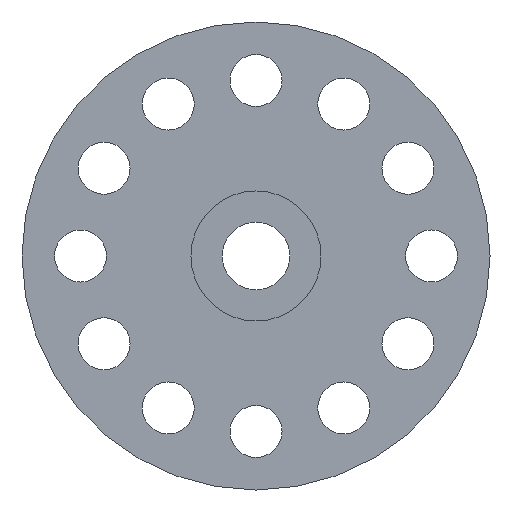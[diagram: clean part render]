
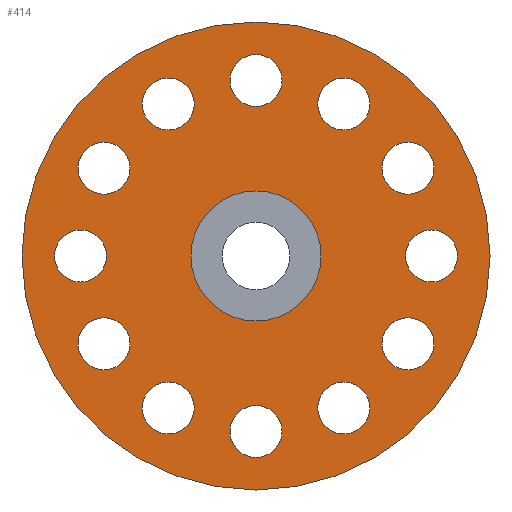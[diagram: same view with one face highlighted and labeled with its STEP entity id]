
A CAD part, front view. The second image highlights one B-rep face of the part: STEP entity #414.
In plain terms, the highlighted planar face has unit normal (0, -1, 0).
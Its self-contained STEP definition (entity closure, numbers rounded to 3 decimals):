
#30=FACE_BOUND('',#107,.T.);
#31=FACE_BOUND('',#108,.T.);
#32=FACE_BOUND('',#109,.T.);
#33=FACE_BOUND('',#110,.T.);
#34=FACE_BOUND('',#111,.T.);
#35=FACE_BOUND('',#112,.T.);
#36=FACE_BOUND('',#113,.T.);
#37=FACE_BOUND('',#114,.T.);
#38=FACE_BOUND('',#115,.T.);
#39=FACE_BOUND('',#116,.T.);
#40=FACE_BOUND('',#117,.T.);
#41=FACE_BOUND('',#118,.T.);
#42=FACE_BOUND('',#119,.T.);
#47=PLANE('',#484);
#69=FACE_OUTER_BOUND('',#106,.T.);
#106=EDGE_LOOP('',(#361));
#107=EDGE_LOOP('',(#362));
#108=EDGE_LOOP('',(#363));
#109=EDGE_LOOP('',(#364));
#110=EDGE_LOOP('',(#365));
#111=EDGE_LOOP('',(#366));
#112=EDGE_LOOP('',(#367));
#113=EDGE_LOOP('',(#368));
#114=EDGE_LOOP('',(#369));
#115=EDGE_LOOP('',(#370));
#116=EDGE_LOOP('',(#371));
#117=EDGE_LOOP('',(#372));
#118=EDGE_LOOP('',(#373));
#119=EDGE_LOOP('',(#374));
#157=CIRCLE('',#432,1.);
#159=CIRCLE('',#435,1.);
#161=CIRCLE('',#438,1.);
#163=CIRCLE('',#441,1.);
#165=CIRCLE('',#444,1.);
#167=CIRCLE('',#447,1.);
#169=CIRCLE('',#450,1.);
#171=CIRCLE('',#453,1.);
#173=CIRCLE('',#456,1.);
#175=CIRCLE('',#459,1.);
#177=CIRCLE('',#462,1.);
#179=CIRCLE('',#465,1.);
#181=CIRCLE('',#468,9.);
#183=CIRCLE('',#472,2.5);
#191=VERTEX_POINT('',#621);
#193=VERTEX_POINT('',#627);
#195=VERTEX_POINT('',#633);
#197=VERTEX_POINT('',#639);
#199=VERTEX_POINT('',#645);
#201=VERTEX_POINT('',#651);
#203=VERTEX_POINT('',#657);
#205=VERTEX_POINT('',#663);
#207=VERTEX_POINT('',#669);
#209=VERTEX_POINT('',#675);
#211=VERTEX_POINT('',#681);
#213=VERTEX_POINT('',#687);
#215=VERTEX_POINT('',#693);
#217=VERTEX_POINT('',#700);
#226=EDGE_CURVE('',#191,#191,#157,.T.);
#229=EDGE_CURVE('',#193,#193,#159,.T.);
#232=EDGE_CURVE('',#195,#195,#161,.T.);
#235=EDGE_CURVE('',#197,#197,#163,.T.);
#238=EDGE_CURVE('',#199,#199,#165,.T.);
#241=EDGE_CURVE('',#201,#201,#167,.T.);
#244=EDGE_CURVE('',#203,#203,#169,.T.);
#247=EDGE_CURVE('',#205,#205,#171,.T.);
#250=EDGE_CURVE('',#207,#207,#173,.T.);
#253=EDGE_CURVE('',#209,#209,#175,.T.);
#256=EDGE_CURVE('',#211,#211,#177,.T.);
#259=EDGE_CURVE('',#213,#213,#179,.T.);
#262=EDGE_CURVE('',#215,#215,#181,.T.);
#264=EDGE_CURVE('',#217,#217,#183,.T.);
#361=ORIENTED_EDGE('',*,*,#262,.T.);
#362=ORIENTED_EDGE('',*,*,#226,.T.);
#363=ORIENTED_EDGE('',*,*,#229,.T.);
#364=ORIENTED_EDGE('',*,*,#232,.T.);
#365=ORIENTED_EDGE('',*,*,#235,.T.);
#366=ORIENTED_EDGE('',*,*,#238,.T.);
#367=ORIENTED_EDGE('',*,*,#241,.T.);
#368=ORIENTED_EDGE('',*,*,#244,.T.);
#369=ORIENTED_EDGE('',*,*,#247,.T.);
#370=ORIENTED_EDGE('',*,*,#250,.T.);
#371=ORIENTED_EDGE('',*,*,#253,.T.);
#372=ORIENTED_EDGE('',*,*,#256,.T.);
#373=ORIENTED_EDGE('',*,*,#259,.T.);
#374=ORIENTED_EDGE('',*,*,#264,.T.);
#414=ADVANCED_FACE('',(#69,#30,#31,#32,#33,#34,#35,#36,#37,#38,#39,#40,
#41,#42),#47,.T.);
#432=AXIS2_PLACEMENT_3D('',#623,#493,#494);
#435=AXIS2_PLACEMENT_3D('',#629,#500,#501);
#438=AXIS2_PLACEMENT_3D('',#635,#507,#508);
#441=AXIS2_PLACEMENT_3D('',#641,#514,#515);
#444=AXIS2_PLACEMENT_3D('',#647,#521,#522);
#447=AXIS2_PLACEMENT_3D('',#653,#528,#529);
#450=AXIS2_PLACEMENT_3D('',#659,#535,#536);
#453=AXIS2_PLACEMENT_3D('',#665,#542,#543);
#456=AXIS2_PLACEMENT_3D('',#671,#549,#550);
#459=AXIS2_PLACEMENT_3D('',#677,#556,#557);
#462=AXIS2_PLACEMENT_3D('',#683,#563,#564);
#465=AXIS2_PLACEMENT_3D('',#689,#570,#571);
#468=AXIS2_PLACEMENT_3D('',#695,#577,#578);
#472=AXIS2_PLACEMENT_3D('',#701,#585,#586);
#484=AXIS2_PLACEMENT_3D('',#723,#613,#614);
#493=DIRECTION('center_axis',(0.,1.,0.));
#494=DIRECTION('ref_axis',(-0.5,0.,-0.866));
#500=DIRECTION('center_axis',(0.,1.,0.));
#501=DIRECTION('ref_axis',(-0.5,0.,-0.866));
#507=DIRECTION('center_axis',(0.,1.,0.));
#508=DIRECTION('ref_axis',(-0.5,0.,-0.866));
#514=DIRECTION('center_axis',(0.,1.,0.));
#515=DIRECTION('ref_axis',(0.866,0.,-0.5));
#521=DIRECTION('center_axis',(0.,1.,0.));
#522=DIRECTION('ref_axis',(-0.5,0.,-0.866));
#528=DIRECTION('center_axis',(0.,1.,0.));
#529=DIRECTION('ref_axis',(1.,0.,0.));
#535=DIRECTION('center_axis',(0.,1.,0.));
#536=DIRECTION('ref_axis',(-0.5,0.,-0.866));
#542=DIRECTION('center_axis',(0.,1.,0.));
#543=DIRECTION('ref_axis',(-0.5,0.,-0.866));
#549=DIRECTION('center_axis',(0.,1.,0.));
#550=DIRECTION('ref_axis',(0.5,0.,-0.866));
#556=DIRECTION('center_axis',(0.,1.,0.));
#557=DIRECTION('ref_axis',(-0.5,0.,-0.866));
#563=DIRECTION('center_axis',(0.,1.,0.));
#564=DIRECTION('ref_axis',(-0.5,0.,-0.866));
#570=DIRECTION('center_axis',(0.,1.,0.));
#571=DIRECTION('ref_axis',(0.5,0.,-0.866));
#577=DIRECTION('center_axis',(0.,-1.,0.));
#578=DIRECTION('ref_axis',(1.,0.,0.));
#585=DIRECTION('center_axis',(0.,1.,0.));
#586=DIRECTION('ref_axis',(0.,0.,1.));
#613=DIRECTION('center_axis',(0.,-1.,0.));
#614=DIRECTION('ref_axis',(-1.,0.,0.));
#621=CARTESIAN_POINT('',(-6.25,0.,0.866));
#623=CARTESIAN_POINT('Origin',(-6.75,0.,0.));
#627=CARTESIAN_POINT('',(-5.346,0.,-2.509));
#629=CARTESIAN_POINT('Origin',(-5.846,0.,-3.375));
#633=CARTESIAN_POINT('',(3.875,0.,-4.98));
#635=CARTESIAN_POINT('Origin',(3.375,0.,-5.846));
#639=CARTESIAN_POINT('',(2.509,0.,6.346));
#641=CARTESIAN_POINT('Origin',(3.375,0.,5.846));
#645=CARTESIAN_POINT('',(-2.875,0.,-4.98));
#647=CARTESIAN_POINT('Origin',(-3.375,0.,-5.846));
#651=CARTESIAN_POINT('',(-1.,0.,6.75));
#653=CARTESIAN_POINT('Origin',(0.,0.,6.75));
#657=CARTESIAN_POINT('',(-2.875,0.,6.712));
#659=CARTESIAN_POINT('Origin',(-3.375,0.,5.846));
#663=CARTESIAN_POINT('',(6.346,0.,-2.509));
#665=CARTESIAN_POINT('Origin',(5.846,0.,-3.375));
#669=CARTESIAN_POINT('',(6.25,0.,0.866));
#671=CARTESIAN_POINT('Origin',(6.75,0.,0.));
#675=CARTESIAN_POINT('',(-5.346,0.,4.241));
#677=CARTESIAN_POINT('Origin',(-5.846,0.,3.375));
#681=CARTESIAN_POINT('',(0.5,0.,-5.884));
#683=CARTESIAN_POINT('Origin',(0.,0.,
-6.75));
#687=CARTESIAN_POINT('',(5.346,0.,4.241));
#689=CARTESIAN_POINT('Origin',(5.846,0.,3.375));
#693=CARTESIAN_POINT('',(-9.,0.,0.));
#695=CARTESIAN_POINT('Origin',(0.,0.,0.));
#700=CARTESIAN_POINT('',(0.,0.,-2.5));
#701=CARTESIAN_POINT('Origin',(0.,0.,0.));
#723=CARTESIAN_POINT('Origin',(0.,0.,0.));
